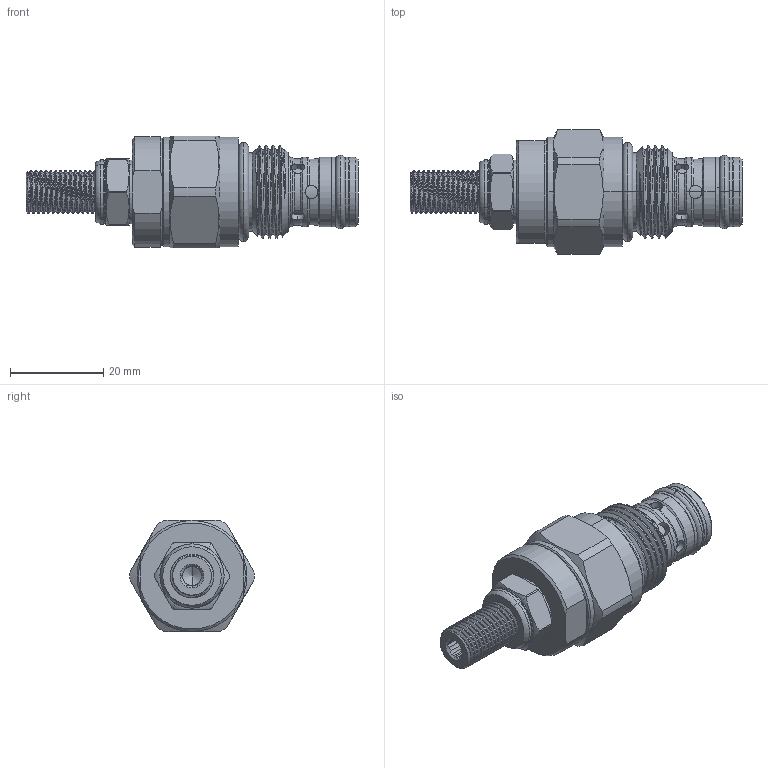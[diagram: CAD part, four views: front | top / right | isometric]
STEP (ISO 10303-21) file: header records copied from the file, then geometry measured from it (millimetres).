
FILE_DESCRIPTION (( 'STEP AP203' ), '1' );
FILE_NAME ('NV20M20-L.STEP', '2020-05-25T08:18:54', ( '' ), ( '' ), 'SwSTEP 2.0', 'SolidWorks 2018', '' );
FILE_SCHEMA (( 'CONFIG_CONTROL_DESIGN' ));
Length unit declared in the file: millimetre
Products named in the file (1): NV20M20-L
Bounding box: 71.34 x 26.69 x 24 mm (x, y, z)
Volume: 17963.1 mm3; surface area: 6730.9 mm2
Topology: 4 solids, 4 shells, 234 faces, 607 edges, 386 vertices
Faces by surface type: cylinder 118, plane 46, cone 42, torus 22, bspline 6
Entity records: 12234 total; most frequent: CARTESIAN_POINT 6819, ORIENTED_EDGE 1210, DIRECTION 1035, EDGE_CURVE 605, AXIS2_PLACEMENT_3D 429, VERTEX_POINT 386, EDGE_LOOP 247, ADVANCED_FACE 234
